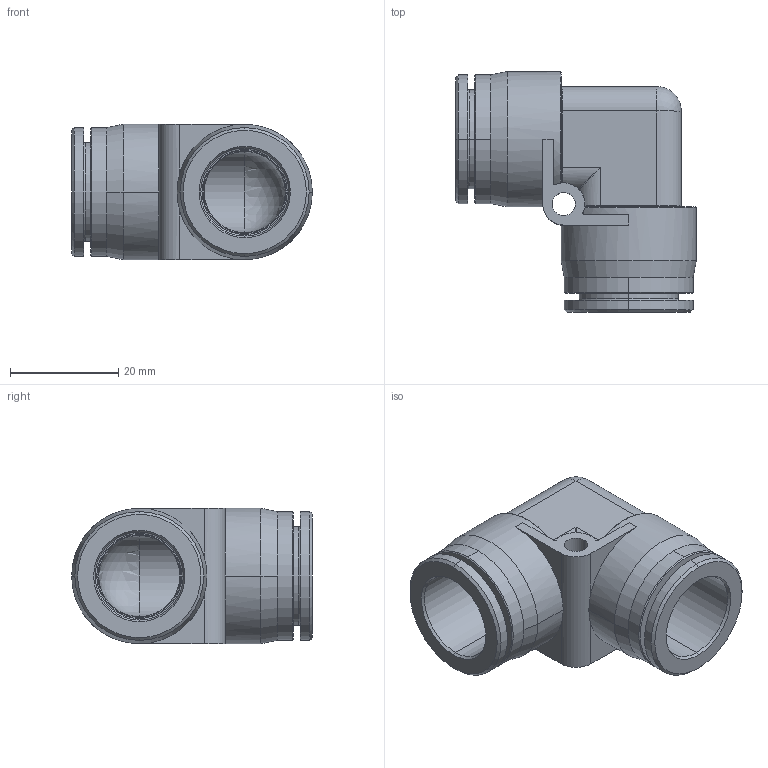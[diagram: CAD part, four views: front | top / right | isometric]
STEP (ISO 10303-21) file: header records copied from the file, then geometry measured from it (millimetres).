
FILE_DESCRIPTION(( 'RT.14.16.00.stp' ), '1');
FILE_NAME( 'RT.14.16.00.stp', '2018-10-08T13:54:02',( 'Sopra'),('sopra-pneumatic.com'), 'SwSTEP 2.0','SolidWorks 2009','' );
FILE_SCHEMA(('CONFIG_CONTROL_DESIGN'));
Length unit declared in the file: millimetre
Products named in the file (3): 247322_WI-STECK-K_16_POM; 369122B_975M-16-01; 347322B_955P-16_ASM
Assembly tree (3 placements, depth 2):
  347322B_955P-16_ASM
    247322_WI-STECK-K_16_POM
    369122B_975M-16-01  x2
Bounding box: 44.5 x 44.5 x 25 mm (x, y, z)
Volume: 13727.9 mm3; surface area: 12413.3 mm2
Topology: 3 solids, 3 shells, 189 faces, 415 edges, 242 vertices
Faces by surface type: cylinder 72, torus 42, cone 36, plane 34, sphere 3, bspline 2
Entity records: 4683 total; most frequent: CARTESIAN_POINT 982, DIRECTION 852, ORIENTED_EDGE 706, AXIS2_PLACEMENT_3D 367, EDGE_CURVE 353, VERTEX_POINT 206, CIRCLE 204, EDGE_LOOP 173
